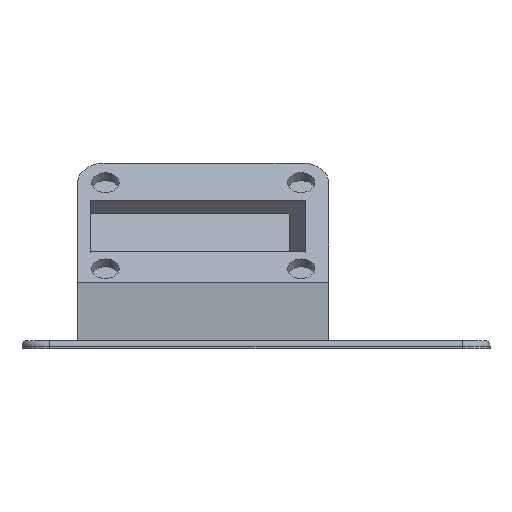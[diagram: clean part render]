
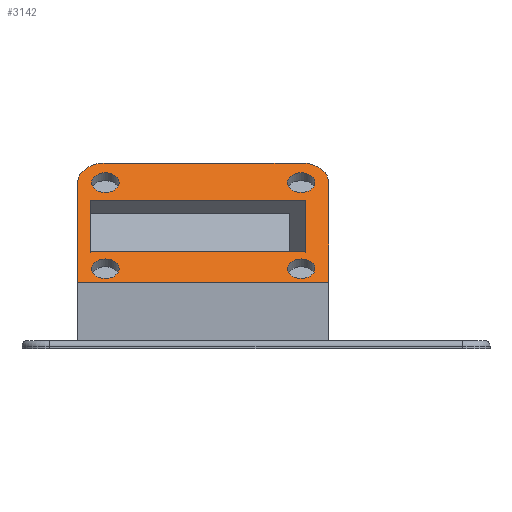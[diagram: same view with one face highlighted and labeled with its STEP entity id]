
A CAD part, front view. The second image highlights one B-rep face of the part: STEP entity #3142.
In plain terms, the highlighted planar face has unit normal (0, -0.707, 0.707).
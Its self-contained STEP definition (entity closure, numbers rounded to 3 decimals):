
#100=FACE_BOUND('',#405,.T.);
#101=FACE_BOUND('',#406,.T.);
#102=FACE_BOUND('',#407,.T.);
#103=FACE_BOUND('',#408,.T.);
#104=FACE_BOUND('',#409,.T.);
#218=FACE_OUTER_BOUND('',#404,.T.);
#404=EDGE_LOOP('',(#2688,#2689,#2690,#2691,#2692,#2693,#2694,#2695));
#405=EDGE_LOOP('',(#2696,#2697,#2698,#2699));
#406=EDGE_LOOP('',(#2700));
#407=EDGE_LOOP('',(#2701));
#408=EDGE_LOOP('',(#2702));
#409=EDGE_LOOP('',(#2703));
#559=CIRCLE('',#3420,5.);
#560=CIRCLE('',#3421,5.);
#561=CIRCLE('',#3422,2.5);
#562=CIRCLE('',#3423,2.5);
#563=CIRCLE('',#3424,2.5);
#564=CIRCLE('',#3425,2.5);
#799=LINE('',#5037,#1142);
#802=LINE('',#5043,#1145);
#807=LINE('',#5052,#1150);
#817=LINE('',#5074,#1160);
#828=LINE('',#5093,#1171);
#829=LINE('',#5095,#1172);
#830=LINE('',#5099,#1173);
#831=LINE('',#5102,#1174);
#832=LINE('',#5104,#1175);
#833=LINE('',#5105,#1176);
#1142=VECTOR('',#4131,10.);
#1145=VECTOR('',#4136,10.);
#1150=VECTOR('',#4143,10.);
#1160=VECTOR('',#4157,10.);
#1171=VECTOR('',#4172,10.);
#1172=VECTOR('',#4173,10.);
#1173=VECTOR('',#4176,10.);
#1174=VECTOR('',#4179,10.);
#1175=VECTOR('',#4180,10.);
#1176=VECTOR('',#4181,10.);
#1481=VERTEX_POINT('',#5034);
#1482=VERTEX_POINT('',#5036);
#1483=VERTEX_POINT('',#5040);
#1484=VERTEX_POINT('',#5042);
#1487=VERTEX_POINT('',#5050);
#1496=VERTEX_POINT('',#5071);
#1497=VERTEX_POINT('',#5073);
#1504=VERTEX_POINT('',#5094);
#1505=VERTEX_POINT('',#5096);
#1506=VERTEX_POINT('',#5098);
#1507=VERTEX_POINT('',#5101);
#1508=VERTEX_POINT('',#5103);
#1509=VERTEX_POINT('',#5106);
#1510=VERTEX_POINT('',#5108);
#1511=VERTEX_POINT('',#5110);
#1512=VERTEX_POINT('',#5112);
#1891=EDGE_CURVE('',#1482,#1481,#799,.T.);
#1894=EDGE_CURVE('',#1484,#1483,#802,.T.);
#1899=EDGE_CURVE('',#1487,#1481,#807,.T.);
#1909=EDGE_CURVE('',#1497,#1496,#817,.T.);
#1920=EDGE_CURVE('',#1484,#1487,#828,.T.);
#1921=EDGE_CURVE('',#1483,#1504,#829,.T.);
#1922=EDGE_CURVE('',#1504,#1505,#559,.T.);
#1923=EDGE_CURVE('',#1505,#1506,#830,.T.);
#1924=EDGE_CURVE('',#1506,#1482,#560,.T.);
#1925=EDGE_CURVE('',#1507,#1497,#831,.T.);
#1926=EDGE_CURVE('',#1496,#1508,#832,.T.);
#1927=EDGE_CURVE('',#1508,#1507,#833,.T.);
#1928=EDGE_CURVE('',#1509,#1509,#561,.T.);
#1929=EDGE_CURVE('',#1510,#1510,#562,.T.);
#1930=EDGE_CURVE('',#1511,#1511,#563,.T.);
#1931=EDGE_CURVE('',#1512,#1512,#564,.T.);
#2688=ORIENTED_EDGE('',*,*,#1899,.F.);
#2689=ORIENTED_EDGE('',*,*,#1920,.F.);
#2690=ORIENTED_EDGE('',*,*,#1894,.T.);
#2691=ORIENTED_EDGE('',*,*,#1921,.T.);
#2692=ORIENTED_EDGE('',*,*,#1922,.T.);
#2693=ORIENTED_EDGE('',*,*,#1923,.T.);
#2694=ORIENTED_EDGE('',*,*,#1924,.T.);
#2695=ORIENTED_EDGE('',*,*,#1891,.T.);
#2696=ORIENTED_EDGE('',*,*,#1925,.T.);
#2697=ORIENTED_EDGE('',*,*,#1909,.T.);
#2698=ORIENTED_EDGE('',*,*,#1926,.T.);
#2699=ORIENTED_EDGE('',*,*,#1927,.T.);
#2700=ORIENTED_EDGE('',*,*,#1928,.T.);
#2701=ORIENTED_EDGE('',*,*,#1929,.T.);
#2702=ORIENTED_EDGE('',*,*,#1930,.T.);
#2703=ORIENTED_EDGE('',*,*,#1931,.T.);
#2989=PLANE('',#3419);
#3142=ADVANCED_FACE('',(#218,#100,#101,#102,#103,#104),#2989,.T.);
#3419=AXIS2_PLACEMENT_3D('',#5092,#4170,#4171);
#3420=AXIS2_PLACEMENT_3D('',#5097,#4174,#4175);
#3421=AXIS2_PLACEMENT_3D('',#5100,#4177,#4178);
#3422=AXIS2_PLACEMENT_3D('',#5107,#4182,#4183);
#3423=AXIS2_PLACEMENT_3D('',#5109,#4184,#4185);
#3424=AXIS2_PLACEMENT_3D('',#5111,#4186,#4187);
#3425=AXIS2_PLACEMENT_3D('',#5113,#4188,#4189);
#4131=DIRECTION('',(0.,-0.707,-0.707));
#4136=DIRECTION('',(1.,0.,0.));
#4143=DIRECTION('',(-1.,0.,0.));
#4157=DIRECTION('',(0.,-0.707,-0.707));
#4170=DIRECTION('center_axis',(0.,-0.707,
0.707));
#4171=DIRECTION('ref_axis',(1.,0.,0.));
#4172=DIRECTION('',(0.,0.707,0.707));
#4173=DIRECTION('',(0.,0.707,0.707));
#4174=DIRECTION('center_axis',(0.,-0.707,
0.707));
#4175=DIRECTION('ref_axis',(0.707,0.5,0.5));
#4176=DIRECTION('',(-1.,0.,0.));
#4177=DIRECTION('center_axis',(0.,-0.707,
0.707));
#4178=DIRECTION('ref_axis',(-0.707,0.5,0.5));
#4179=DIRECTION('',(1.,0.,0.));
#4180=DIRECTION('',(-1.,0.,0.));
#4181=DIRECTION('',(0.,0.707,0.707));
#4182=DIRECTION('center_axis',(0.,0.707,-0.707));
#4183=DIRECTION('ref_axis',(1.,0.,0.));
#4184=DIRECTION('center_axis',(0.,0.707,-0.707));
#4185=DIRECTION('ref_axis',(1.,0.,0.));
#4186=DIRECTION('center_axis',(0.,0.707,-0.707));
#4187=DIRECTION('ref_axis',(1.,0.,0.));
#4188=DIRECTION('center_axis',(0.,0.707,-0.707));
#4189=DIRECTION('ref_axis',(1.,0.,0.));
#5034=CARTESIAN_POINT('',(-40.994,27.572,74.23));
#5036=CARTESIAN_POINT('',(-40.994,46.408,93.065));
#5037=CARTESIAN_POINT('',(-40.994,27.316,73.973));
#5040=CARTESIAN_POINT('',(4.389,27.316,73.973));
#5042=CARTESIAN_POINT('',(4.383,27.316,73.973));
#5043=CARTESIAN_POINT('',(4.389,27.316,73.973));
#5050=CARTESIAN_POINT('',(4.383,27.572,74.23));
#5052=CARTESIAN_POINT('',(-29.651,27.572,74.23));
#5071=CARTESIAN_POINT('',(0.247,34.033,80.691));
#5073=CARTESIAN_POINT('',(0.247,43.226,89.883));
#5074=CARTESIAN_POINT('',(0.247,33.68,80.337));
#5092=CARTESIAN_POINT('Origin',(-18.303,38.629,85.287));
#5093=CARTESIAN_POINT('',(4.383,33.204,79.862));
#5094=CARTESIAN_POINT('',(4.389,46.408,93.065));
#5095=CARTESIAN_POINT('',(4.389,49.943,96.601));
#5096=CARTESIAN_POINT('',(-0.611,49.943,96.601));
#5097=CARTESIAN_POINT('Origin',(-0.611,46.408,93.065));
#5098=CARTESIAN_POINT('',(-35.994,49.943,96.601));
#5099=CARTESIAN_POINT('',(-40.994,49.943,96.601));
#5100=CARTESIAN_POINT('Origin',(-35.994,46.408,93.065));
#5101=CARTESIAN_POINT('',(-38.753,43.226,89.883));
#5102=CARTESIAN_POINT('',(0.247,43.226,89.883));
#5103=CARTESIAN_POINT('',(-38.753,34.033,80.691));
#5104=CARTESIAN_POINT('',(0.247,34.033,80.691));
#5105=CARTESIAN_POINT('',(-38.753,34.033,80.691));
#5106=CARTESIAN_POINT('',(-38.494,30.851,77.509));
#5107=CARTESIAN_POINT('Origin',(-35.994,30.851,77.509));
#5108=CARTESIAN_POINT('',(-3.111,30.851,77.509));
#5109=CARTESIAN_POINT('Origin',(-0.611,30.851,77.509));
#5110=CARTESIAN_POINT('',(-3.111,46.408,93.065));
#5111=CARTESIAN_POINT('Origin',(-0.611,46.408,93.065));
#5112=CARTESIAN_POINT('',(-38.494,46.408,93.065));
#5113=CARTESIAN_POINT('Origin',(-35.994,46.408,93.065));
